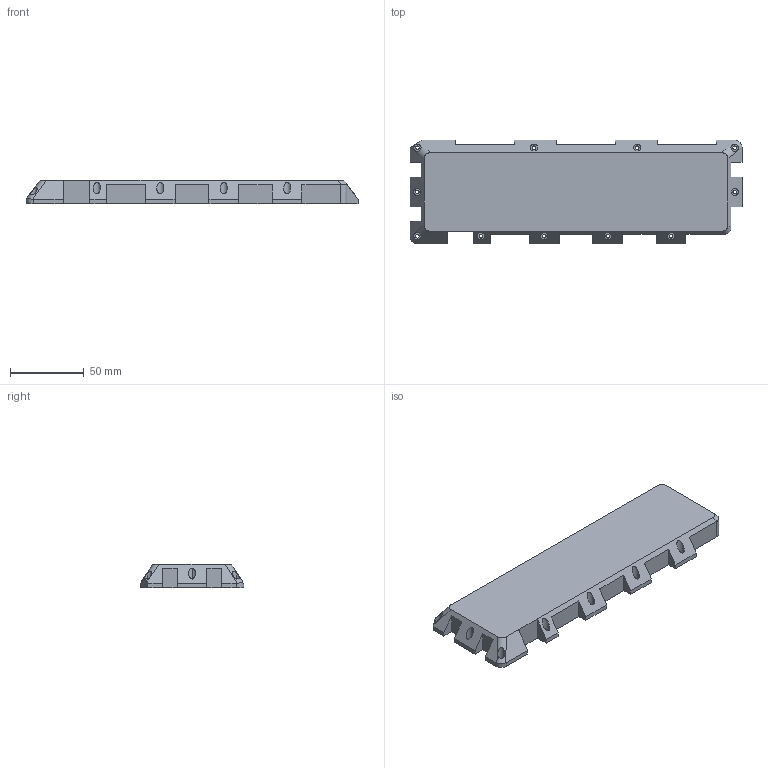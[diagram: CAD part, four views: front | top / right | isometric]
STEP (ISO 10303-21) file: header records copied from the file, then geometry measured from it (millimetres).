
FILE_DESCRIPTION(('CATIA V5 STEP Exchange'),'2;1');
FILE_NAME('Case_BC.stp','2017-11-23T15:07:35+00:00',('none'),('none'),'Version 5-6 Release 2012','CATIA V5 STEP AP203','none');
FILE_SCHEMA(('CONFIG_CONTROL_DESIGN'));
Length unit declared in the file: millimetre
Products named in the file (1): Case_BC
Bounding box: 225 x 70 x 16 mm (x, y, z)
Volume: 56327.5 mm3; surface area: 42609.8 mm2
Topology: 1 solids, 1 shells, 129 faces, 345 edges, 229 vertices
Faces by surface type: plane 74, cylinder 55
Entity records: 4241 total; most frequent: CARTESIAN_POINT 1214, ORIENTED_EDGE 690, DIRECTION 458, EDGE_CURVE 345, VECTOR 233, LINE 233, VERTEX_POINT 229, EDGE_LOOP 162
